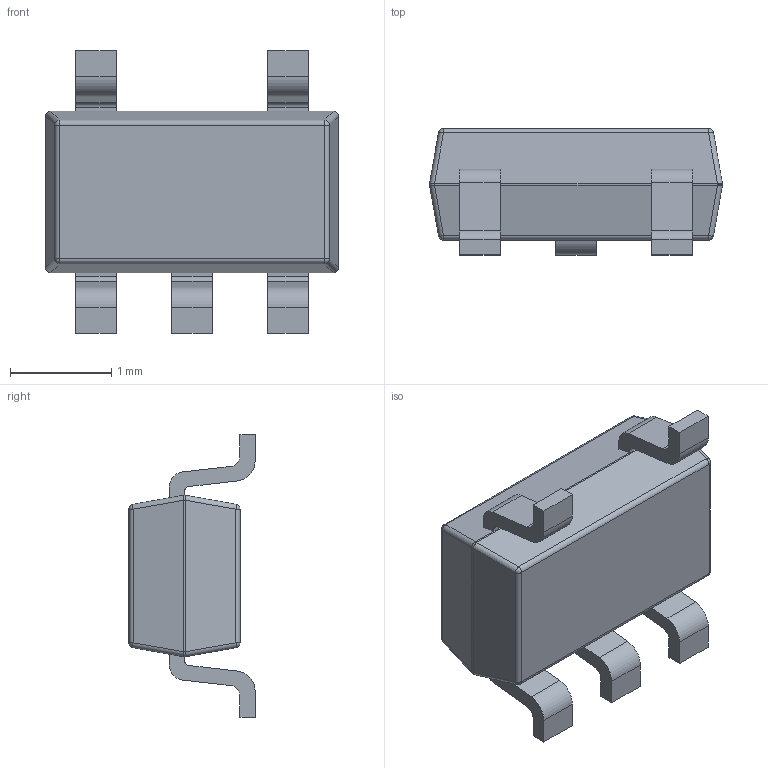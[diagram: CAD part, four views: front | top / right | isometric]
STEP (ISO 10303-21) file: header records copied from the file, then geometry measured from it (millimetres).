
FILE_DESCRIPTION (( 'STEP AP214' ), '1' );
FILE_NAME ('sot23-5 (2).STEP', '2023-08-18T09:52:10', ( '' ), ( '' ), 'SwSTEP 2.0', 'SolidWorks 2021', '' );
FILE_SCHEMA (( 'AUTOMOTIVE_DESIGN' ));
Length unit declared in the file: millimetre
Products named in the file (1): sot23-5 (2)
Bounding box: 2.9 x 1.25 x 2.8 mm (x, y, z)
Volume: 5 mm3; surface area: 24.3 mm2
Topology: 6 solids, 6 shells, 210 faces, 538 edges, 342 vertices
Faces by surface type: plane 86, bspline 70, cylinder 40, sphere 14
Entity records: 10266 total; most frequent: CARTESIAN_POINT 5063, ORIENTED_EDGE 1060, DIRECTION 758, EDGE_CURVE 530, VERTEX_POINT 340, VECTOR 304, LINE 304, AXIS2_PLACEMENT_3D 227
